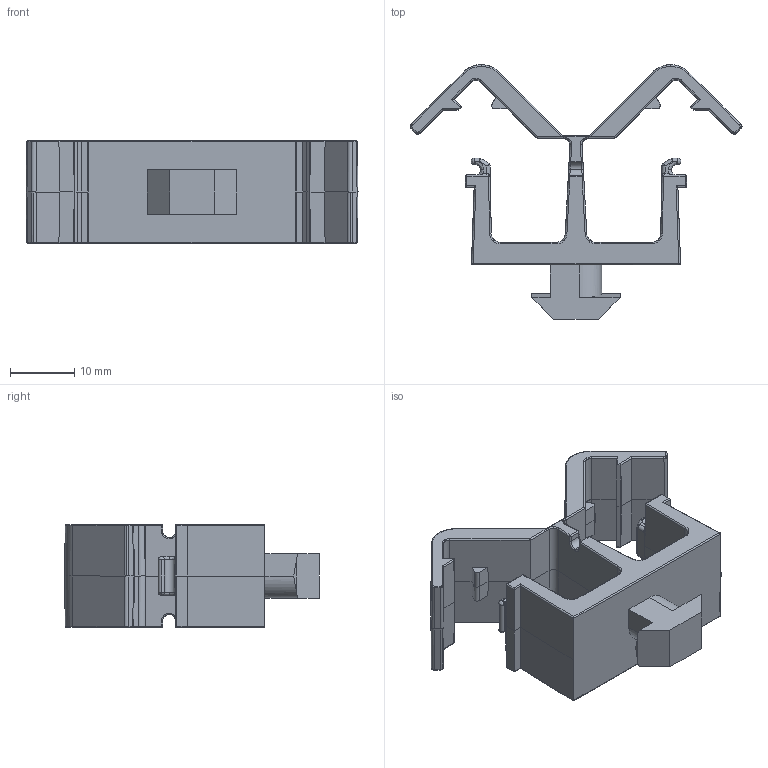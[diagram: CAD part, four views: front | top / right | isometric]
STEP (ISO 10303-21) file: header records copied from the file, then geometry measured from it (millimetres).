
FILE_DESCRIPTION (( 'STEP AP214' ), '1' );
FILE_NAME ('7828010', '2019-01-30T09:42:45', ( '' ), ('JUGARD+KÜNSTNER GmbH'), 'SwSTEP 2.0', 'SolidWorks 2017', '' );
FILE_SCHEMA (( 'AUTOMOTIVE_DESIGN' ));
Length unit declared in the file: millimetre
Products named in the file (1): 7828010
Bounding box: 51.73 x 39.7 x 16 mm (x, y, z)
Volume: 6560.2 mm3; surface area: 5633.1 mm2
Topology: 1 solids, 1 shells, 430 faces, 1011 edges, 578 vertices
Faces by surface type: cylinder 179, plane 128, bspline 117, cone 6
Entity records: 13832 total; most frequent: CARTESIAN_POINT 5085, ORIENTED_EDGE 2012, DIRECTION 1569, EDGE_CURVE 1006, VERTEX_POINT 579, AXIS2_PLACEMENT_3D 534, LINE 501, VECTOR 501
